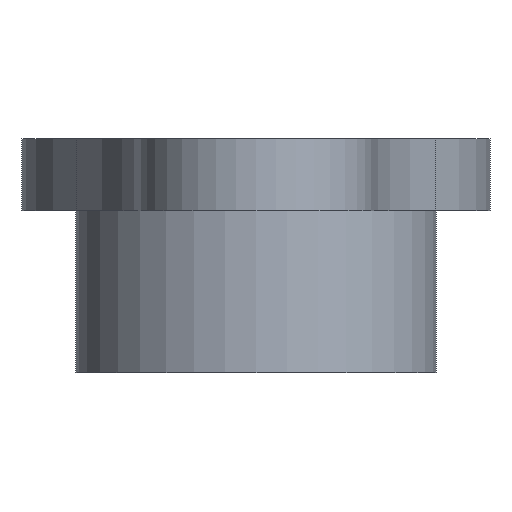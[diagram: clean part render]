
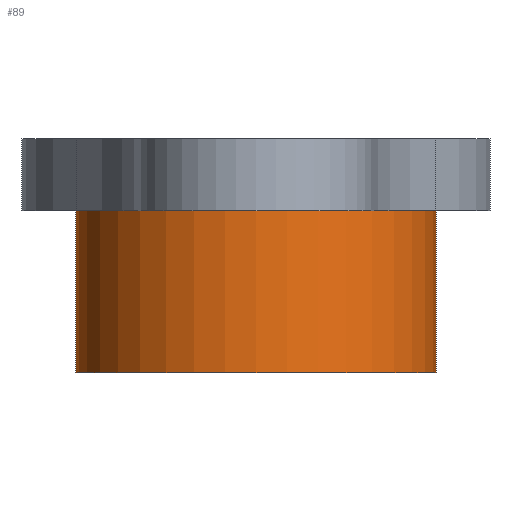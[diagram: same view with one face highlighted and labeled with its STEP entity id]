
A CAD part, left-side view. The second image highlights one B-rep face of the part: STEP entity #89.
In plain terms, the highlighted cylindrical face has radius 10 mm (diameter 20 mm), a full revolution.
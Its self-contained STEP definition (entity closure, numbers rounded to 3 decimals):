
#89=ADVANCED_FACE('',(#218,#219),#220,.T.);
#218=FACE_OUTER_BOUND('',#386,.T.);
#219=FACE_OUTER_BOUND('',#387,.T.);
#220=CYLINDRICAL_SURFACE('',#388,10.0);
#386=EDGE_LOOP('',(#584));
#387=EDGE_LOOP('',(#585));
#388=AXIS2_PLACEMENT_3D('',#586,#587,#588);
#584=ORIENTED_EDGE('',*,*,#1035,.T.);
#585=ORIENTED_EDGE('',*,*,#1033,.T.);
#586=CARTESIAN_POINT('',(0.0,0.0,0.0));
#587=DIRECTION('',(0.0,0.0,-1.0));
#588=DIRECTION('',(1.0,0.0,0.0));
#1033=EDGE_CURVE('',#1245,#1245,#1246,.T.);
#1035=EDGE_CURVE('',#1248,#1248,#1249,.T.);
#1245=VERTEX_POINT('',#1543);
#1246=CIRCLE('',#1544,10.0);
#1248=VERTEX_POINT('',#1546);
#1249=CIRCLE('',#1547,10.0);
#1543=CARTESIAN_POINT('',(-10.0,0.0,0.0));
#1544=AXIS2_PLACEMENT_3D('',#1877,#1878,#1879);
#1546=CARTESIAN_POINT('',(10.0,0.0,-9.0));
#1547=AXIS2_PLACEMENT_3D('',#1880,#1881,#1882);
#1877=CARTESIAN_POINT('',(0.0,0.0,0.0));
#1878=DIRECTION('',(-0.0,0.0,-1.0));
#1879=DIRECTION('',(-1.0,0.0,0.0));
#1880=CARTESIAN_POINT('',(0.0,0.0,-9.0));
#1881=DIRECTION('',(0.0,0.0,1.0));
#1882=DIRECTION('',(1.0,0.0,0.0));
